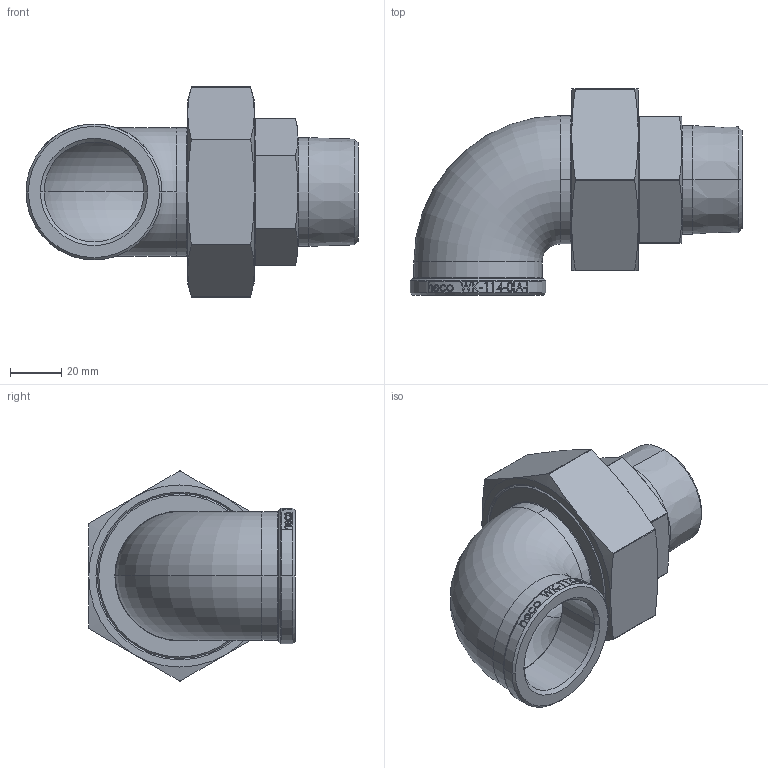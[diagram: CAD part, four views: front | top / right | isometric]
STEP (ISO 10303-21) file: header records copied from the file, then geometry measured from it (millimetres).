
FILE_DESCRIPTION (( 'STEP AP214' ), '1' );
FILE_NAME ('WK-114-0IA-I 1709.STEP', '2017-09-28T09:36:48', ( '' ), ( '' ), 'SwSTEP 2.0', 'SolidWorks 2016', '' );
FILE_SCHEMA (( 'AUTOMOTIVE_DESIGN' ));
Length unit declared in the file: millimetre
Products named in the file (1): WK-114-0IA-I 1709
Bounding box: 129.4 x 80.5 x 81.89 mm (x, y, z)
Volume: 147946.8 mm3; surface area: 47708.2 mm2
Topology: 1 solids, 1 shells, 298 faces, 734 edges, 469 vertices
Faces by surface type: plane 93, cylinder 76, bspline 69, cone 34, torus 26
Entity records: 17736 total; most frequent: CARTESIAN_POINT 9560, ORIENTED_EDGE 1468, DIRECTION 1133, EDGE_CURVE 734, AXIS2_PLACEMENT_3D 471, VERTEX_POINT 469, EDGE_LOOP 331, ADVANCED_FACE 298
